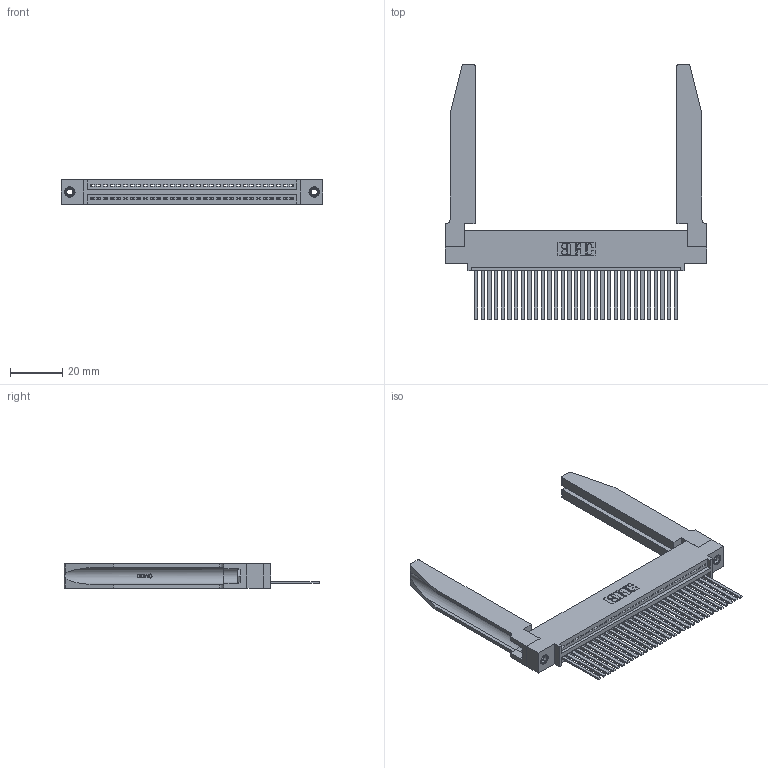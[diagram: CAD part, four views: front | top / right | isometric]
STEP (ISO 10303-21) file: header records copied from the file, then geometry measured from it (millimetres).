
FILE_DESCRIPTION (( 'STEP AP203' ), '1' );
FILE_NAME ('395-031-544-478.STEP', '2019-10-19T09:41:02', ( '' ), ( '' ), 'SwSTEP 2.0', 'SolidWorks 2016', '' );
FILE_SCHEMA (( 'CONFIG_CONTROL_DESIGN' ));
Length unit declared in the file: inch
Products named in the file (5): 345-220-078_345-220-078; 345-292-001_345-293-144; 395-031-544-478; 345 Part_0.110 Offset - 0.156 Dia-TH; 345-250-001_345-250-001-102
Assembly tree (36 placements, depth 2):
  395-031-544-478
    345 Part_0.110 Offset - 0.156 Dia-TH
    345-292-001_345-293-144  x31
    345-250-001_345-250-001-102  x2
    345-220-078_345-220-078  x2
Bounding box: 99.97 x 97.71 x 9.4 mm (x, y, z)
Volume: 17461.7 mm3; surface area: 20734.5 mm2
Topology: 36 solids, 36 shells, 1976 faces, 5859 edges, 3854 vertices
Faces by surface type: plane 1342, cylinder 582, bspline 36, cone 12, torus 4
Entity records: 29500 total; most frequent: CARTESIAN_POINT 6008, ORIENTED_EDGE 4870, DIRECTION 4267, EDGE_CURVE 2435, LINE 2089, VECTOR 2089, VERTEX_POINT 1616, AXIS2_PLACEMENT_3D 1089
